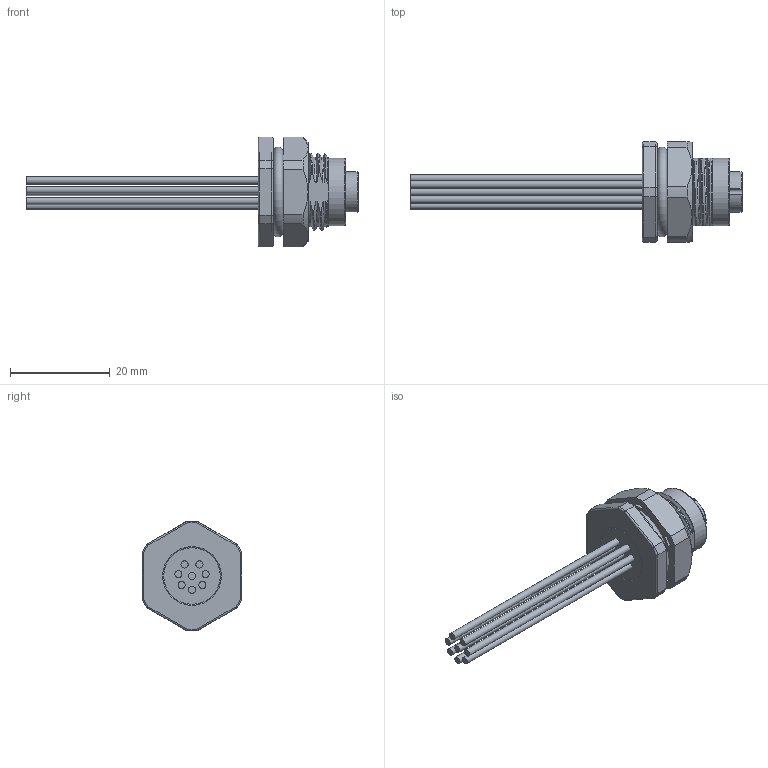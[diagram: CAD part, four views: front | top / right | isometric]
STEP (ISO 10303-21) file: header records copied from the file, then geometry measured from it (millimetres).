
FILE_DESCRIPTION(/* description */ ('Unknown'),/* implementation_level */ '2;1');
FILE_NAME(/* name */ '643421100408',/* time_stamp */ '2024-12-05T14:58:48+01:00',/* author */ ('Unknown'),/* organization */ ('Unknown'),/* preprocessor_version */ 'ST-DEVELOPER v19.4',/* originating_system */ 'Solid Edge',/* authorisation */ 'Unknown');
FILE_SCHEMA (('AUTOMOTIVE_DESIGN {1 0 10303 214 3 1 1}'));
Length unit declared in the file: millimetre
Products named in the file (16): 6434211004xx; 643421100408; 6434x11004xx_Seal_inner; 6434211004xx_Housing; 643421100408_Pin; 6434211004xx_Resin; 6434x11004xx_Seal_outer; 643xx01004xx_Nut; Wire 24AWG Blue; Wire 24AWG White; Wire 24AWG Brown; Wire 24AWG Green; Wire 24AWG Yellow; Wire 24AWG Pink; Wire 24AWG Grey; Wire 24AWG Red
Assembly tree (22 placements, depth 2):
  6434211004xx
    643421100408
    6434x11004xx_Seal_inner
    6434211004xx_Housing
    643421100408_Pin  x8
    6434211004xx_Resin
    6434x11004xx_Seal_outer
    643xx01004xx_Nut
    Wire 24AWG Blue
    Wire 24AWG White
    Wire 24AWG Brown
    Wire 24AWG Green
    Wire 24AWG Yellow
    Wire 24AWG Pink
    Wire 24AWG Grey
    Wire 24AWG Red
Bounding box: 66.42 x 20 x 22 mm (x, y, z)
Volume: 4472.2 mm3; surface area: 7862.4 mm2
Topology: 22 solids, 22 shells, 755 faces, 1910 edges, 1256 vertices
Faces by surface type: plane 421, cylinder 221, cone 71, bspline 32, torus 10
Full cylindrical faces by diameter (mm): 0.61 x8, 0.8 x8, 0.85 x8, 1.19 x8, 1.4 x32, 1.42 x8, 1.5 x16, 1.6 x8, 1.64 x8, 1.8 x8, 8.2 x1, 8.74 x4, 9.14 x2, 10.58 x1, 10.6 x1, 12 x7, 13.5 x1, 16 x3
Entity records: 29042 total; most frequent: CARTESIAN_POINT 16454, ORIENTED_EDGE 2412, DIRECTION 2343, EDGE_CURVE 1206, VERTEX_POINT 842, AXIS2_PLACEMENT_3D 788, LINE 767, VECTOR 767
